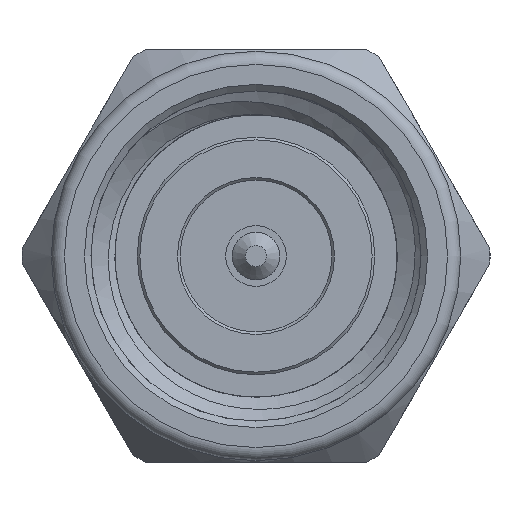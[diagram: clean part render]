
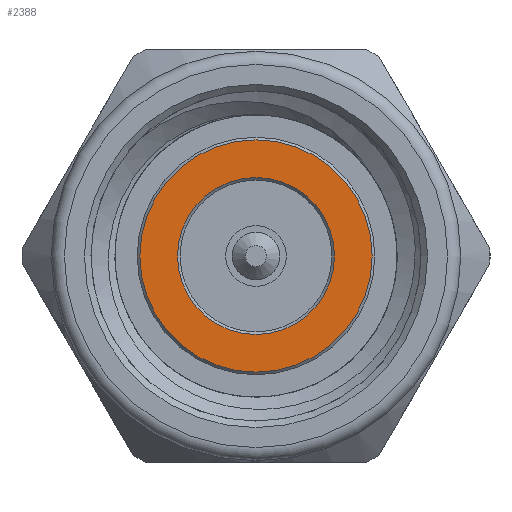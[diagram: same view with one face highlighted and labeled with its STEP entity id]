
A CAD part, left-side view. The second image highlights one B-rep face of the part: STEP entity #2388.
In plain terms, the highlighted planar face has unit normal (-1, 0, 0).
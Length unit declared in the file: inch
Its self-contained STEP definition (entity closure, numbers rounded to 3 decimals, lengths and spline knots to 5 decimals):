
#214 = PLANE ( 'NONE',  #2962 ) ;
#848 = EDGE_LOOP ( 'NONE', ( #2151 ) ) ;
#1159 = ORIENTED_EDGE ( 'NONE', *, *, #4184, .T. ) ;
#1397 = VERTEX_POINT ( 'NONE', #1480 ) ;
#1480 = CARTESIAN_POINT ( 'NONE',  ( 0.116, 0., -0.088 ) ) ;
#1637 = CIRCLE ( 'NONE', #5195, 0.088 ) ;
#1646 = FACE_OUTER_BOUND ( 'NONE', #848, .T. ) ;
#1706 = FACE_BOUND ( 'NONE', #3582, .T. ) ;
#2036 = DIRECTION ( 'NONE',  ( 1., 0., 0. ) ) ;
#2125 = CARTESIAN_POINT ( 'NONE',  ( 0.116, 0., 0. ) ) ;
#2151 = ORIENTED_EDGE ( 'NONE', *, *, #3145, .T. ) ;
#2388 = ADVANCED_FACE ( 'NONE', ( #1646, #1706 ), #214, .F. ) ;
#2424 = DIRECTION ( 'NONE',  ( -1., 0., 0. ) ) ;
#2605 = DIRECTION ( 'NONE',  ( 0., 0., -1. ) ) ;
#2849 = VERTEX_POINT ( 'NONE', #2911 ) ;
#2886 = DIRECTION ( 'NONE',  ( 0., 0., -1. ) ) ;
#2911 = CARTESIAN_POINT ( 'NONE',  ( 0.116, 0., -0.05948 ) ) ;
#2962 = AXIS2_PLACEMENT_3D ( 'NONE', #2125, #2036, #2605 ) ;
#3145 = EDGE_CURVE ( 'NONE', #1397, #1397, #1637, .T. ) ;
#3582 = EDGE_LOOP ( 'NONE', ( #1159 ) ) ;
#3754 = AXIS2_PLACEMENT_3D ( 'NONE', #4198, #4316, #2886 ) ;
#3799 = DIRECTION ( 'NONE',  ( 0., 0., -1. ) ) ;
#4184 = EDGE_CURVE ( 'NONE', #2849, #2849, #4999, .T. ) ;
#4198 = CARTESIAN_POINT ( 'NONE',  ( 0.116, 0., 0. ) ) ;
#4316 = DIRECTION ( 'NONE',  ( 1., 0., 0. ) ) ;
#4704 = CARTESIAN_POINT ( 'NONE',  ( 0.116, 0., 0. ) ) ;
#4999 = CIRCLE ( 'NONE', #3754, 0.05948 ) ;
#5195 = AXIS2_PLACEMENT_3D ( 'NONE', #4704, #2424, #3799 ) ;
